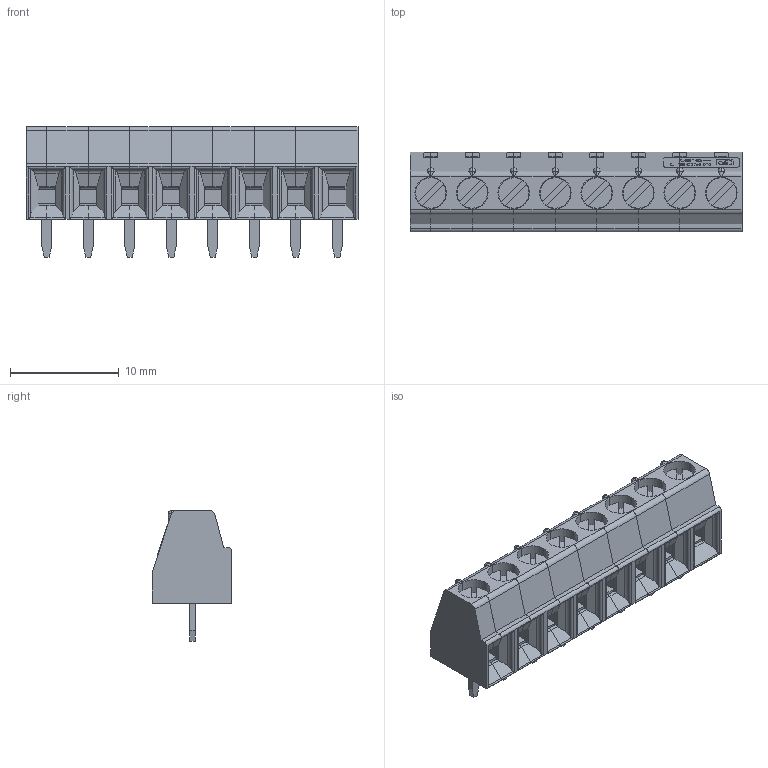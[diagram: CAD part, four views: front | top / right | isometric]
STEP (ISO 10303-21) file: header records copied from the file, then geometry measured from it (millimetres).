
FILE_DESCRIPTION(('STEP AP242'),'1');
FILE_NAME('1727078.stp','2023-02-13T16:56:42',('TraceParts'),('TraceParts S.A.'),'Spatial InterOp 3D',' ',' ');
FILE_SCHEMA(('AP242_MANAGED_MODEL_BASED_3D_ENGINEERING_MIM_LF {1 0 10303 442 1 1 4}'));
Length unit declared in the file: millimetre
Products named in the file (1): 1727078_1
Bounding box: 30.48 x 7.3 x 12 mm (x, y, z)
Volume: 1174.9 mm3; surface area: 3658.7 mm2
Topology: 32 solids, 32 shells, 1566 faces, 4325 edges, 2823 vertices
Faces by surface type: plane 1180, cylinder 356, sphere 16, extrusion 12, bspline 2
Entity records: 67787 total; most frequent: CARTESIAN_POINT 10788, ORIENTED_EDGE 8618, DIRECTION 8122, EDGE_CURVE 4309, VECTOR 3450, LINE 3438, VERTEX_POINT 2823, STYLED_ITEM 2342
